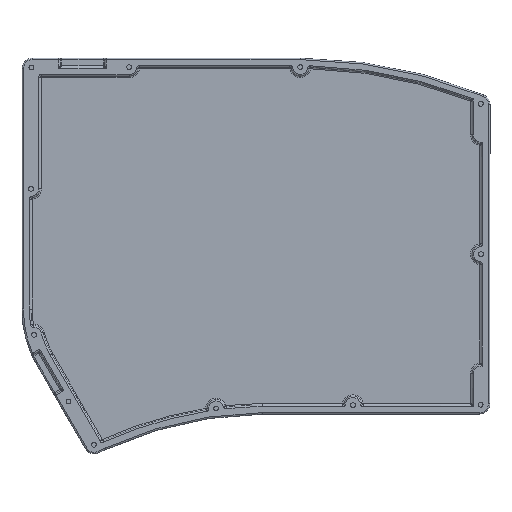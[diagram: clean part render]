
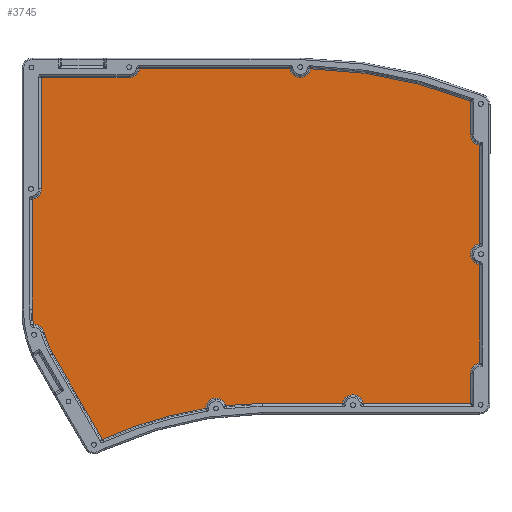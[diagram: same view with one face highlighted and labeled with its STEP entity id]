
A CAD part, top view. The second image highlights one B-rep face of the part: STEP entity #3745.
In plain terms, the highlighted planar face has unit normal (0, 0, 1).
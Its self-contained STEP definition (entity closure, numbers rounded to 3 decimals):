
#98=PLANE('',#4143);
#275=FACE_OUTER_BOUND('',#535,.T.);
#535=EDGE_LOOP('',(#2725,#2726,#2727,#2728,#2729,#2730,#2731,#2732,#2733,
#2734,#2735,#2736,#2737,#2738,#2739,#2740,#2741,#2742,#2743,#2744,#2745,
#2746,#2747,#2748,#2749));
#778=CIRCLE('',#4010,132.682);
#781=CIRCLE('',#4014,3.5);
#785=CIRCLE('',#4020,132.682);
#791=CIRCLE('',#4029,3.5);
#796=CIRCLE('',#4039,3.5);
#803=CIRCLE('',#4050,3.5);
#808=CIRCLE('',#4058,3.5);
#813=CIRCLE('',#4066,158.423);
#819=CIRCLE('',#4075,3.5);
#827=CIRCLE('',#4087,3.5);
#834=CIRCLE('',#4098,32.565);
#840=CIRCLE('',#4106,3.5);
#841=CIRCLE('',#4108,29.565);
#859=CIRCLE('',#4144,3.5);
#1069=LINE('',#6270,#1296);
#1071=LINE('',#6287,#1298);
#1074=LINE('',#6294,#1301);
#1078=LINE('',#6309,#1305);
#1081=LINE('',#6331,#1308);
#1085=LINE('',#6346,#1312);
#1089=LINE('',#6378,#1316);
#1091=LINE('',#6394,#1318);
#1094=LINE('',#6408,#1321);
#1096=LINE('',#6463,#1323);
#1129=LINE('',#6562,#1356);
#1296=VECTOR('',#4709,10.);
#1298=VECTOR('',#4733,0.5);
#1301=VECTOR('',#4740,10.);
#1305=VECTOR('',#4758,10.);
#1308=VECTOR('',#4787,10.);
#1312=VECTOR('',#4805,10.);
#1316=VECTOR('',#4845,10.);
#1318=VECTOR('',#4865,0.5);
#1321=VECTOR('',#4880,10.);
#1323=VECTOR('',#4912,10.);
#1356=VECTOR('',#5011,10.);
#1554=VERTEX_POINT('',#6162);
#1556=VERTEX_POINT('',#6168);
#1561=VERTEX_POINT('',#6178);
#1562=VERTEX_POINT('',#6182);
#1565=VERTEX_POINT('',#6189);
#1570=VERTEX_POINT('',#6200);
#1573=VERTEX_POINT('',#6232);
#1576=VERTEX_POINT('',#6242);
#1578=VERTEX_POINT('',#6268);
#1581=VERTEX_POINT('',#6279);
#1584=VERTEX_POINT('',#6292);
#1588=VERTEX_POINT('',#6307);
#1593=VERTEX_POINT('',#6322);
#1595=VERTEX_POINT('',#6334);
#1600=VERTEX_POINT('',#6351);
#1605=VERTEX_POINT('',#6367);
#1608=VERTEX_POINT('',#6376);
#1611=VERTEX_POINT('',#6387);
#1613=VERTEX_POINT('',#6392);
#1616=VERTEX_POINT('',#6400);
#1618=VERTEX_POINT('',#6406);
#1620=VERTEX_POINT('',#6411);
#1623=VERTEX_POINT('',#6422);
#1625=VERTEX_POINT('',#6427);
#1658=VERTEX_POINT('',#6561);
#1915=EDGE_CURVE('',#1565,#1570,#778,.T.);
#1919=EDGE_CURVE('',#1570,#1573,#781,.T.);
#1924=EDGE_CURVE('',#1573,#1576,#785,.T.);
#1926=EDGE_CURVE('',#1576,#1578,#1069,.T.);
#1932=EDGE_CURVE('',#1578,#1581,#791,.T.);
#1935=EDGE_CURVE('',#1581,#1554,#1071,.T.);
#1939=EDGE_CURVE('',#1554,#1584,#1074,.T.);
#1943=EDGE_CURVE('',#1584,#1556,#796,.T.);
#1947=EDGE_CURVE('',#1556,#1588,#1078,.T.);
#1954=EDGE_CURVE('',#1588,#1593,#803,.T.);
#1958=EDGE_CURVE('',#1593,#1561,#1081,.T.);
#1961=EDGE_CURVE('',#1561,#1595,#808,.T.);
#1966=EDGE_CURVE('',#1595,#1562,#1085,.T.);
#1970=EDGE_CURVE('',#1562,#1600,#813,.T.);
#1978=EDGE_CURVE('',#1600,#1605,#819,.T.);
#1982=EDGE_CURVE('',#1605,#1608,#1089,.T.);
#1988=EDGE_CURVE('',#1608,#1611,#827,.T.);
#1990=EDGE_CURVE('',#1611,#1613,#1091,.T.);
#1997=EDGE_CURVE('',#1616,#1618,#1094,.T.);
#1999=EDGE_CURVE('',#1618,#1620,#834,.T.);
#2005=EDGE_CURVE('',#1620,#1623,#840,.T.);
#2007=EDGE_CURVE('',#1623,#1625,#841,.T.);
#2010=EDGE_CURVE('',#1625,#1565,#1096,.T.);
#2059=EDGE_CURVE('',#1613,#1658,#1129,.T.);
#2060=EDGE_CURVE('',#1658,#1616,#859,.T.);
#2725=ORIENTED_EDGE('',*,*,#1943,.T.);
#2726=ORIENTED_EDGE('',*,*,#1947,.T.);
#2727=ORIENTED_EDGE('',*,*,#1954,.T.);
#2728=ORIENTED_EDGE('',*,*,#1958,.T.);
#2729=ORIENTED_EDGE('',*,*,#1961,.T.);
#2730=ORIENTED_EDGE('',*,*,#1966,.T.);
#2731=ORIENTED_EDGE('',*,*,#1970,.T.);
#2732=ORIENTED_EDGE('',*,*,#1978,.T.);
#2733=ORIENTED_EDGE('',*,*,#1982,.T.);
#2734=ORIENTED_EDGE('',*,*,#1988,.T.);
#2735=ORIENTED_EDGE('',*,*,#1990,.T.);
#2736=ORIENTED_EDGE('',*,*,#2059,.T.);
#2737=ORIENTED_EDGE('',*,*,#2060,.T.);
#2738=ORIENTED_EDGE('',*,*,#1997,.T.);
#2739=ORIENTED_EDGE('',*,*,#1999,.T.);
#2740=ORIENTED_EDGE('',*,*,#2005,.T.);
#2741=ORIENTED_EDGE('',*,*,#2007,.T.);
#2742=ORIENTED_EDGE('',*,*,#2010,.T.);
#2743=ORIENTED_EDGE('',*,*,#1915,.T.);
#2744=ORIENTED_EDGE('',*,*,#1919,.T.);
#2745=ORIENTED_EDGE('',*,*,#1924,.T.);
#2746=ORIENTED_EDGE('',*,*,#1926,.T.);
#2747=ORIENTED_EDGE('',*,*,#1932,.T.);
#2748=ORIENTED_EDGE('',*,*,#1935,.T.);
#2749=ORIENTED_EDGE('',*,*,#1939,.T.);
#3745=ADVANCED_FACE('',(#275),#98,.F.);
#4010=AXIS2_PLACEMENT_3D('',#6211,#4683,#4684);
#4014=AXIS2_PLACEMENT_3D('',#6234,#4691,#4692);
#4020=AXIS2_PLACEMENT_3D('',#6265,#4703,#4704);
#4029=AXIS2_PLACEMENT_3D('',#6281,#4723,#4724);
#4039=AXIS2_PLACEMENT_3D('',#6302,#4749,#4750);
#4050=AXIS2_PLACEMENT_3D('',#6324,#4775,#4776);
#4058=AXIS2_PLACEMENT_3D('',#6337,#4793,#4794);
#4066=AXIS2_PLACEMENT_3D('',#6353,#4813,#4814);
#4075=AXIS2_PLACEMENT_3D('',#6369,#4833,#4834);
#4087=AXIS2_PLACEMENT_3D('',#6389,#4859,#4860);
#4098=AXIS2_PLACEMENT_3D('',#6413,#4885,#4886);
#4106=AXIS2_PLACEMENT_3D('',#6424,#4901,#4902);
#4108=AXIS2_PLACEMENT_3D('',#6459,#4905,#4906);
#4143=AXIS2_PLACEMENT_3D('',#6560,#5009,#5010);
#4144=AXIS2_PLACEMENT_3D('',#6563,#5012,#5013);
#4683=DIRECTION('center_axis',(0.,0.,-1.));
#4684=DIRECTION('ref_axis',(-1.,0.,0.));
#4691=DIRECTION('center_axis',(0.,0.,-1.));
#4692=DIRECTION('ref_axis',(-0.129,0.992,0.));
#4703=DIRECTION('center_axis',(0.,0.,-1.));
#4704=DIRECTION('ref_axis',(-0.059,0.998,0.));
#4709=DIRECTION('',(1.,0.,0.));
#4723=DIRECTION('center_axis',(0.,0.,-1.));
#4724=DIRECTION('ref_axis',(0.,1.,0.));
#4733=DIRECTION('',(1.,0.,0.));
#4740=DIRECTION('',(0.,1.,0.));
#4749=DIRECTION('center_axis',(0.,0.,-1.));
#4750=DIRECTION('ref_axis',(-0.764,0.645,0.));
#4758=DIRECTION('',(0.,1.,0.));
#4775=DIRECTION('center_axis',(0.,0.,-1.));
#4776=DIRECTION('ref_axis',(-1.,0.,0.));
#4787=DIRECTION('',(0.,1.,0.));
#4793=DIRECTION('center_axis',(0.,0.,-1.));
#4794=DIRECTION('ref_axis',(-0.764,-0.645,0.));
#4805=DIRECTION('',(0.,1.,0.));
#4813=DIRECTION('center_axis',(0.,0.,1.));
#4814=DIRECTION('ref_axis',(0.198,0.98,0.));
#4833=DIRECTION('center_axis',(0.,0.,-1.));
#4834=DIRECTION('ref_axis',(-0.006,-1.,0.));
#4845=DIRECTION('',(-1.,0.,0.));
#4859=DIRECTION('center_axis',(0.,0.,-1.));
#4860=DIRECTION('ref_axis',(0.707,-0.707,0.));
#4865=DIRECTION('',(-1.,0.,0.));
#4880=DIRECTION('',(0.,-1.,0.));
#4885=DIRECTION('center_axis',(0.,0.,1.));
#4886=DIRECTION('ref_axis',(-0.997,-0.075,0.));
#4901=DIRECTION('center_axis',(0.,0.,-1.));
#4902=DIRECTION('ref_axis',(0.596,0.803,0.));
#4905=DIRECTION('center_axis',(0.,0.,1.));
#4906=DIRECTION('ref_axis',(-0.927,-0.375,0.));
#4912=DIRECTION('',(0.5,-0.866,0.));
#5009=DIRECTION('center_axis',(0.,0.,-1.));
#5010=DIRECTION('ref_axis',(-1.,0.,0.));
#5011=DIRECTION('',(0.,-1.,0.));
#5012=DIRECTION('center_axis',(0.,0.,-1.));
#5013=DIRECTION('ref_axis',(0.764,-0.645,0.));
#6162=CARTESIAN_POINT('',(-10.5,-118.74,3.));
#6168=CARTESIAN_POINT('',(-7.5,-105.142,3.));
#6178=CARTESIAN_POINT('',(-7.5,-32.07,3.));
#6182=CARTESIAN_POINT('',(-10.5,-17.264,3.));
#6189=CARTESIAN_POINT('',(-133.935,-130.753,3.));
#6200=CARTESIAN_POINT('',(-99.31,-120.333,3.));
#6211=CARTESIAN_POINT('Origin',(-78.743,-251.411,3.));
#6232=CARTESIAN_POINT('',(-92.427,-119.436,3.));
#6234=CARTESIAN_POINT('Origin',(-95.81,-120.335,3.));
#6242=CARTESIAN_POINT('',(-80.321,-118.738,3.));
#6265=CARTESIAN_POINT('Origin',(-78.743,-251.411,3.));
#6268=CARTESIAN_POINT('',(-53.417,-118.739,3.));
#6270=CARTESIAN_POINT('',(-81.387,-118.738,3.));
#6279=CARTESIAN_POINT('',(-46.489,-118.739,3.));
#6281=CARTESIAN_POINT('Origin',(-49.953,-119.239,3.));
#6287=CARTESIAN_POINT('',(-64.704,-118.739,3.));
#6292=CARTESIAN_POINT('',(-10.5,-108.606,3.));
#6294=CARTESIAN_POINT('',(-10.5,-92.661,3.));
#6302=CARTESIAN_POINT('Origin',(-7.,-108.606,3.));
#6307=CARTESIAN_POINT('',(-7.5,-72.07,3.));
#6309=CARTESIAN_POINT('',(-7.5,-92.661,3.));
#6322=CARTESIAN_POINT('',(-7.5,-65.142,3.));
#6324=CARTESIAN_POINT('Origin',(-7.,-68.606,3.));
#6331=CARTESIAN_POINT('',(-7.5,-68.515,3.));
#6334=CARTESIAN_POINT('',(-10.5,-28.606,3.));
#6337=CARTESIAN_POINT('Origin',(-7.,-28.606,3.));
#6346=CARTESIAN_POINT('',(-10.5,-92.661,3.));
#6351=CARTESIAN_POINT('',(-64.178,-6.447,3.));
#6353=CARTESIAN_POINT('Origin',(-68.164,-164.82,3.));
#6367=CARTESIAN_POINT('',(-71.099,-6.398,3.));
#6369=CARTESIAN_POINT('Origin',(-67.635,-5.898,3.));
#6376=CARTESIAN_POINT('',(-121.536,-6.398,3.));
#6378=CARTESIAN_POINT('',(-76.545,-6.398,3.));
#6387=CARTESIAN_POINT('',(-125.,-9.398,3.));
#6389=CARTESIAN_POINT('Origin',(-125.,-5.898,3.));
#6392=CARTESIAN_POINT('',(-154.407,-9.398,3.));
#6394=CARTESIAN_POINT('',(-75.047,-9.398,3.));
#6400=CARTESIAN_POINT('',(-157.407,-50.17,3.));
#6406=CARTESIAN_POINT('',(-157.407,-87.017,3.));
#6408=CARTESIAN_POINT('',(-157.407,-59.466,3.));
#6411=CARTESIAN_POINT('',(-157.057,-92.162,3.));
#6413=CARTESIAN_POINT('Origin',(-124.844,-87.386,3.));
#6422=CARTESIAN_POINT('',(-153.469,-94.781,3.));
#6424=CARTESIAN_POINT('Origin',(-156.858,-95.656,3.));
#6427=CARTESIAN_POINT('',(-150.553,-101.985,3.));
#6459=CARTESIAN_POINT('Origin',(-124.844,-87.386,3.));
#6463=CARTESIAN_POINT('',(-144.254,-112.889,3.));
#6560=CARTESIAN_POINT('Origin',(-82.454,-69.225,3.));
#6561=CARTESIAN_POINT('',(-154.407,-46.706,3.));
#6562=CARTESIAN_POINT('',(-154.407,-39.062,3.));
#6563=CARTESIAN_POINT('Origin',(-157.907,-46.706,3.));
